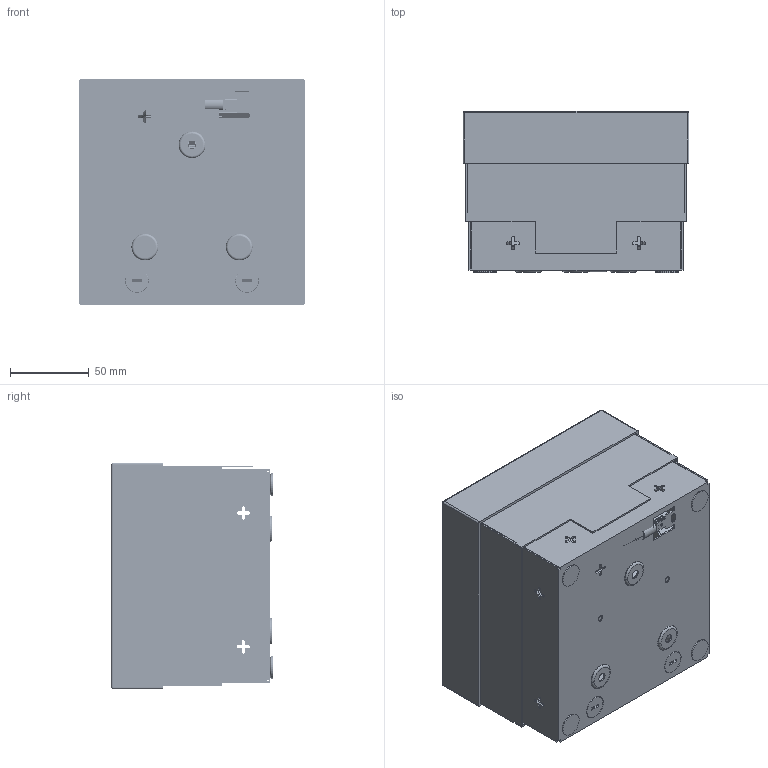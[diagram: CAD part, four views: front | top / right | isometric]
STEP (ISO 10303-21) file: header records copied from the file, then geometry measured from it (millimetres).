
FILE_DESCRIPTION (( 'STEP AP214' ), '1' );
FILE_NAME ('7368330.STEP', '2020-02-14T13:37:55', ( '' ), ( '' ), 'SwSTEP 2.0', 'SolidWorks 2018', '' );
FILE_SCHEMA (( 'AUTOMOTIVE_DESIGN' ));
Length unit declared in the file: millimetre
Products named in the file (45): 071463_Standard; 044025_Standard; 42576c_Standard; P_39410282_12_Standard; 120937_abgebogener Erdungsanschluss; 132893_39412596 (Griffb“el, VA); 093900_Standard; 047861_Standard; 132772_Standard; 044050_Standard; 35011900_Standard; 134251_Standard; 157654; 121005_39412560 T1 (Edelstahl); P_39410282_13_Standard; 132771_Standard; P_39410286_1_Standard; 047863_Standard; 121644T1_39412580 (Edelstahl); 35104466_Standard; 133671_abgebogener Erdungsanschluss; 05052808_Standard; 099620_35mm f〉 Schnurrausl. GE2V; 52058G8_Standard; 120953_Standard; 7368330; 127071; 127291; 044043_Standard; 42389C_Einbausituation GE2; 044022_NF; 121007_39412560 (Edelstahl); 121645_komplett; 077661_Standard; 044409_Standard; 121644_39412580 (Edelstahl); 032927_43000129; P_39410286_2_Standard; 034042_43000135; 121642_39412578 (Edelstahl) ...
Assembly tree (69 placements, depth 5):
  7368330
    133671_abgebogener Erdungsanschluss
      120937_abgebogener Erdungsanschluss
      127071
      127291
    121007_39412560 (Edelstahl)
      120953_Standard
      121005_39412560 T1 (Edelstahl)
      42389C_Einbausituation GE2  x4
    121645_komplett
      121642_39412578 (Edelstahl)
      121644_39412580 (Edelstahl)
        121644T1_39412580 (Edelstahl)
        05052808_Standard  x4
      132772_Standard
        132892_39412594 (f〉 Griffb“el, vernickelt)
        099620_35mm f〉 Schnurrausl. GE2V  x2
        132893_39412596 (Griffb“el, VA)
        132771_Standard
        134251_Standard
      35011900_Standard  x4
      35104390_Standard  x2
      42576c_Standard  x4
      134251_Standard
    127272_Standard
    136471
    52058G8_Standard  x4
    35104466_Standard  x4
    032927_43000129
    034042_43000135
    P_39410282_13_Standard
      P_39410282_12_Standard
      P_39410286_3_Standard
        P_39410286_1_Standard
        P_39410286_2_Standard
    044409_Standard
      077661_Standard
        044043_Standard
        044050_Standard  x2
        093900_Standard  x2
          047863_Standard
          071463_Standard
      047861_Standard
        044022_NF
        044025_Standard  x2
    157654
Bounding box: 143.5 x 102.4 x 143.5 mm (x, y, z)
Volume: 377989.6 mm3; surface area: 505887.5 mm2
Topology: 60 solids, 60 shells, 4565 faces, 11610 edges, 7210 vertices
Faces by surface type: plane 2246, cylinder 1248, bspline 564, torus 193, cone 162, sphere 152
Entity records: 108716 total; most frequent: CARTESIAN_POINT 32317, ORIENTED_EDGE 15514, DIRECTION 14275, EDGE_CURVE 7757, LINE 4947, VECTOR 4947, VERTEX_POINT 4926, AXIS2_PLACEMENT_3D 4664
